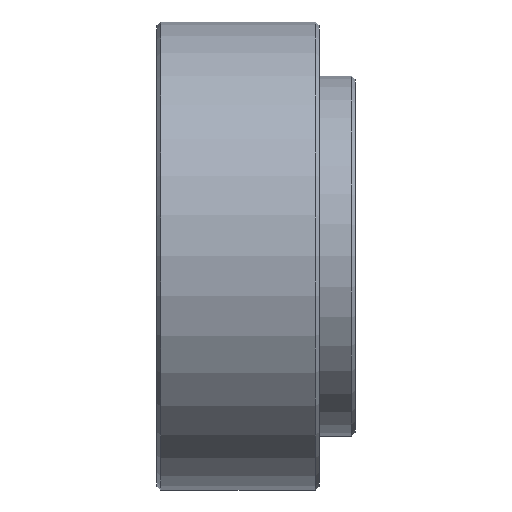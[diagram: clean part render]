
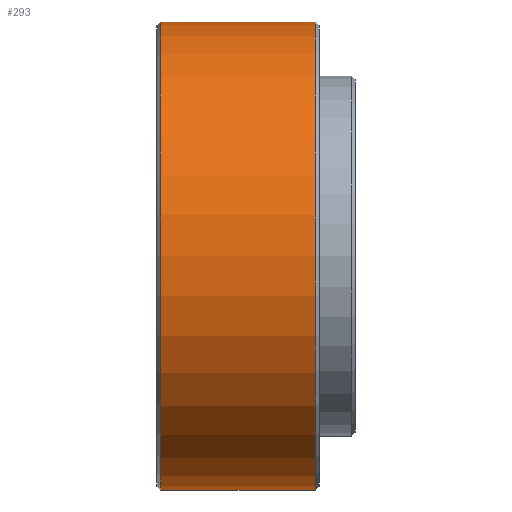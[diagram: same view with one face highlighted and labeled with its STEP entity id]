
A CAD part, top view. The second image highlights one B-rep face of the part: STEP entity #293.
In plain terms, the highlighted cylindrical face has radius 13 mm (diameter 26 mm), a partial arc.
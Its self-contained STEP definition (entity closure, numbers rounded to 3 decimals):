
#29=CARTESIAN_POINT('',(8.8,0.,0.));
#30=DIRECTION('',(-1.,0.,0.));
#31=DIRECTION('',(0.,-1.,0.));
#32=AXIS2_PLACEMENT_3D('',#29,#30,#31);
#34=DIRECTION('',(-1.,0.,0.));
#35=VECTOR('',#34,8.6);
#36=CARTESIAN_POINT('',(8.8,-13.,
0.));
#37=LINE('',#36,#35);
#38=CARTESIAN_POINT('',(0.2,0.,0.));
#39=DIRECTION('',(-1.,0.,0.));
#40=DIRECTION('',(0.,-1.,0.));
#41=AXIS2_PLACEMENT_3D('',#38,#39,#40);
#43=DIRECTION('',(-1.,0.,0.));
#44=VECTOR('',#43,8.6);
#45=CARTESIAN_POINT('',(8.8,13.,0.));
#46=LINE('',#45,#44);
#209=CARTESIAN_POINT('',(8.8,13.,0.));
#210=CARTESIAN_POINT('',(8.8,-13.,0.));
#211=VERTEX_POINT('',#209);
#212=VERTEX_POINT('',#210);
#221=CARTESIAN_POINT('',(0.2,13.,0.));
#222=CARTESIAN_POINT('',(0.2,-13.,0.));
#223=VERTEX_POINT('',#221);
#224=VERTEX_POINT('',#222);
#279=CARTESIAN_POINT('',(0.,0.,0.));
#280=DIRECTION('',(-1.,0.,0.));
#281=DIRECTION('',(0.,1.,0.));
#282=AXIS2_PLACEMENT_3D('',#279,#280,#281);
#283=CYLINDRICAL_SURFACE('',#282,13.);
#285=ORIENTED_EDGE('',*,*,#284,.F.);
#287=ORIENTED_EDGE('',*,*,#286,.T.);
#288=ORIENTED_EDGE('',*,*,#273,.T.);
#290=ORIENTED_EDGE('',*,*,#289,.F.);
#291=EDGE_LOOP('',(#285,#287,#288,#290));
#292=FACE_OUTER_BOUND('',#291,.F.);
#293=ADVANCED_FACE('',(#292),#283,.T.);
#33=CIRCLE('',#32,13.);
#42=CIRCLE('',#41,13.);
#273=EDGE_CURVE('',#224,#223,#42,.T.);
#284=EDGE_CURVE('',#212,#211,#33,.T.);
#286=EDGE_CURVE('',#212,#224,#37,.T.);
#289=EDGE_CURVE('',#211,#223,#46,.T.);
